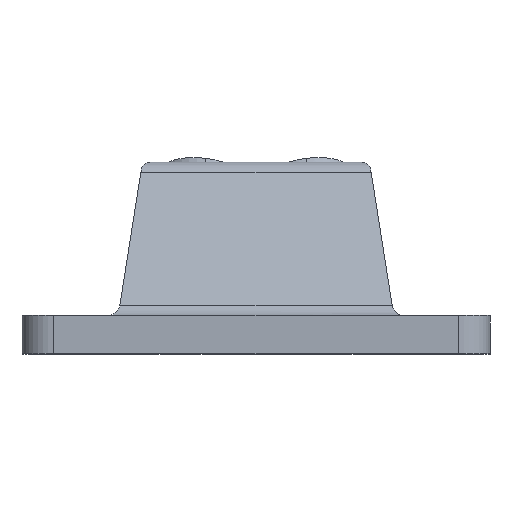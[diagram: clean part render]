
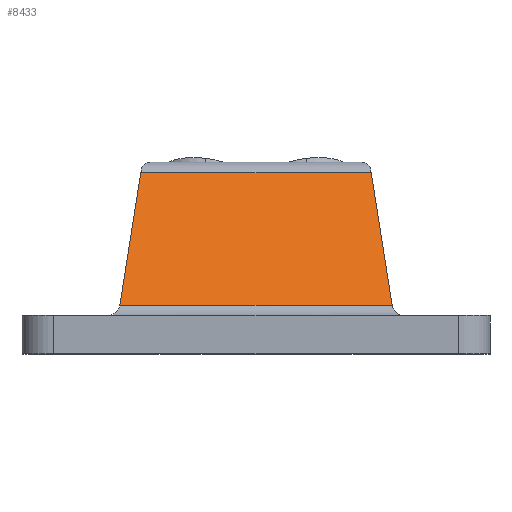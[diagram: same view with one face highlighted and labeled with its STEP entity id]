
A CAD part, top view. The second image highlights one B-rep face of the part: STEP entity #8433.
In plain terms, the highlighted planar face has unit normal (0, 0.449, 0.894).
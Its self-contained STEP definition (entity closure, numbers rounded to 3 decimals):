
#236 = VECTOR ( 'NONE', #2078, 1000. ) ;
#361 = VERTEX_POINT ( 'NONE', #11028 ) ;
#726 = VERTEX_POINT ( 'NONE', #1294 ) ;
#910 = VERTEX_POINT ( 'NONE', #2845 ) ;
#1272 = AXIS2_PLACEMENT_3D ( 'NONE', #2272, #4255, #5871 ) ;
#1282 = EDGE_LOOP ( 'NONE', ( #5539, #8888, #8028, #11767, #10370, #1707 ) ) ;
#1294 = CARTESIAN_POINT ( 'NONE',  ( 21.522, 9.804, 4.95 ) ) ;
#1314 = PLANE ( 'NONE',  #1272 ) ;
#1339 = CARTESIAN_POINT ( 'NONE',  ( 21.522, 9.804, 4.95 ) ) ;
#1613 =( BOUNDED_CURVE ( )  B_SPLINE_CURVE ( 3, ( #11167, #4823, #8478, #6619 ),
 .UNSPECIFIED., .F., .F. ) 
 B_SPLINE_CURVE_WITH_KNOTS ( ( 4, 4 ),
 ( 4.805, 4.836 ),
 .UNSPECIFIED. ) 
 CURVE ( )  GEOMETRIC_REPRESENTATION_ITEM ( )  RATIONAL_B_SPLINE_CURVE ( ( 1., 1., 1., 1. ) ) 
 REPRESENTATION_ITEM ( '' )  );
#1707 = ORIENTED_EDGE ( 'NONE', *, *, #3955, .T. ) ;
#1975 = EDGE_CURVE ( 'NONE', #2608, #8470, #1613, .T. ) ;
#2078 = DIRECTION ( 'NONE',  ( -1., 0., 0. ) ) ;
#2140 = LINE ( 'NONE', #5735, #236 ) ;
#2272 = CARTESIAN_POINT ( 'NONE',  ( 37., 3.959, 7.885 ) ) ;
#2357 = EDGE_CURVE ( 'NONE', #8470, #726, #10612, .T. ) ;
#2457 = CARTESIAN_POINT ( 'NONE',  ( -21.512, 9.864, 4.92 ) ) ;
#2608 = VERTEX_POINT ( 'NONE', #2457 ) ;
#2845 = CARTESIAN_POINT ( 'NONE',  ( 18.212, 30.813, -5.598 ) ) ;
#3015 = LINE ( 'NONE', #6847, #6255 ) ;
#3114 = FACE_OUTER_BOUND ( 'NONE', #1282, .T. ) ;
#3201 = CARTESIAN_POINT ( 'NONE',  ( 21.512, 9.864, 4.92 ) ) ;
#3955 = EDGE_CURVE ( 'NONE', #910, #361, #2140, .T. ) ;
#4255 = DIRECTION ( 'NONE',  ( 0., 0.449, 0.894 ) ) ;
#4823 = CARTESIAN_POINT ( 'NONE',  ( -21.515, 9.844, 4.93 ) ) ;
#4870 = DIRECTION ( 'NONE',  ( 0.139, -0.885, 0.444 ) ) ;
#5539 = ORIENTED_EDGE ( 'NONE', *, *, #7648, .F. ) ;
#5710 = CARTESIAN_POINT ( 'NONE',  ( 22.031, 6.569, 6.574 ) ) ;
#5735 = CARTESIAN_POINT ( 'NONE',  ( 37., 30.813, -5.598 ) ) ;
#5871 = DIRECTION ( 'NONE',  ( 0., -0.894, 0.449 ) ) ;
#5951 = LINE ( 'NONE', #5710, #9491 ) ;
#6255 = VECTOR ( 'NONE', #8405, 1000. ) ;
#6361 = DIRECTION ( 'NONE',  ( 1., 0., 0. ) ) ;
#6573 = EDGE_CURVE ( 'NONE', #726, #7211, #6968, .T. ) ;
#6619 = CARTESIAN_POINT ( 'NONE',  ( -21.522, 9.804, 4.95 ) ) ;
#6847 = CARTESIAN_POINT ( 'NONE',  ( -22.031, 6.569, 6.574 ) ) ;
#6968 =( BOUNDED_CURVE ( )  B_SPLINE_CURVE ( 3, ( #1339, #9613, #8653, #3201 ),
 .UNSPECIFIED., .F., .F. ) 
 B_SPLINE_CURVE_WITH_KNOTS ( ( 4, 4 ),
 ( 4.589, 4.619 ),
 .UNSPECIFIED. ) 
 CURVE ( )  GEOMETRIC_REPRESENTATION_ITEM ( )  RATIONAL_B_SPLINE_CURVE ( ( 1., 1., 1., 1. ) ) 
 REPRESENTATION_ITEM ( '' )  );
#7211 = VERTEX_POINT ( 'NONE', #11429 ) ;
#7585 = EDGE_CURVE ( 'NONE', #910, #7211, #5951, .T. ) ;
#7648 = EDGE_CURVE ( 'NONE', #2608, #361, #3015, .T. ) ;
#7895 = CARTESIAN_POINT ( 'NONE',  ( -21.522, 9.804, 4.95 ) ) ;
#8028 = ORIENTED_EDGE ( 'NONE', *, *, #2357, .T. ) ;
#8405 = DIRECTION ( 'NONE',  ( 0.139, 0.885, -0.444 ) ) ;
#8433 = ADVANCED_FACE ( 'NONE', ( #3114 ), #1314, .T. ) ;
#8470 = VERTEX_POINT ( 'NONE', #7895 ) ;
#8478 = CARTESIAN_POINT ( 'NONE',  ( -21.519, 9.824, 4.94 ) ) ;
#8653 = CARTESIAN_POINT ( 'NONE',  ( 21.515, 9.844, 4.93 ) ) ;
#8888 = ORIENTED_EDGE ( 'NONE', *, *, #1975, .T. ) ;
#8891 = CARTESIAN_POINT ( 'NONE',  ( 37., 9.804, 4.95 ) ) ;
#9491 = VECTOR ( 'NONE', #4870, 1000. ) ;
#9613 = CARTESIAN_POINT ( 'NONE',  ( 21.519, 9.824, 4.94 ) ) ;
#10370 = ORIENTED_EDGE ( 'NONE', *, *, #7585, .F. ) ;
#10612 = LINE ( 'NONE', #8891, #11119 ) ;
#11028 = CARTESIAN_POINT ( 'NONE',  ( -18.212, 30.813, -5.598 ) ) ;
#11119 = VECTOR ( 'NONE', #6361, 1000. ) ;
#11167 = CARTESIAN_POINT ( 'NONE',  ( -21.512, 9.864, 4.92 ) ) ;
#11429 = CARTESIAN_POINT ( 'NONE',  ( 21.512, 9.864, 4.92 ) ) ;
#11767 = ORIENTED_EDGE ( 'NONE', *, *, #6573, .T. ) ;
